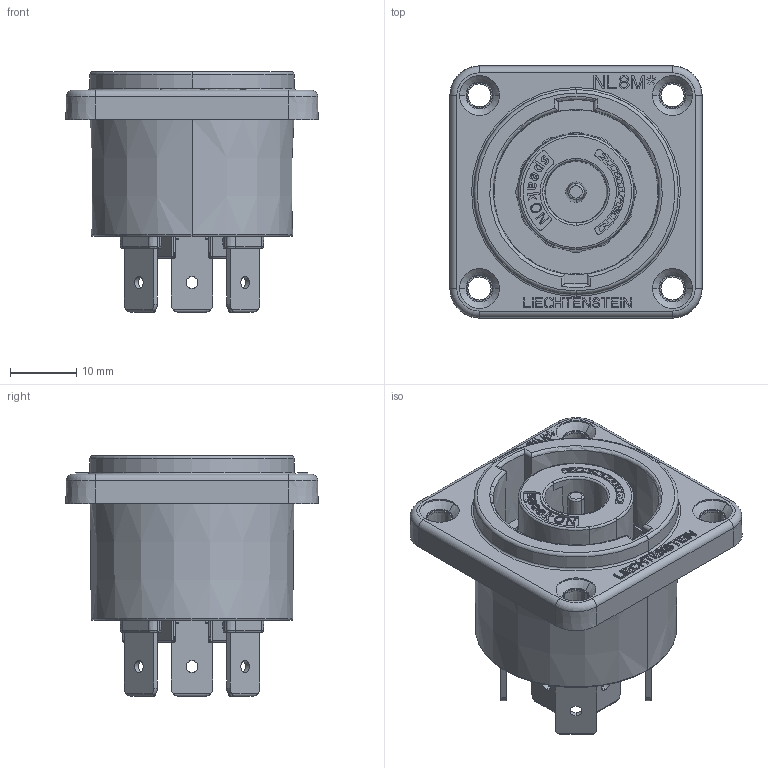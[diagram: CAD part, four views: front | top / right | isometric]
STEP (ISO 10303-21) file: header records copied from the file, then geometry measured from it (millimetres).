
FILE_DESCRIPTION((''),'2;1');
FILE_NAME('NLT8MPXX','2021-03-09T11:55:30',('man'),(''),'CREO PARAMETRIC BY PTC INC, 2019080','CREO PARAMETRIC BY PTC INC, 2019080','');
FILE_SCHEMA(('CONFIG_CONTROL_DESIGN'));
Length unit declared in the file: millimetre
Products named in the file (1): NLT8MPXX
Bounding box: 38.16 x 38.16 x 36.4 mm (x, y, z)
Volume: 14878.4 mm3; surface area: 13269.8 mm2
Topology: 1 solids, 11 shells, 1888 faces, 4887 edges, 3110 vertices
Faces by surface type: plane 977, bspline 355, cylinder 349, torus 100, cone 73, sphere 30, extrusion 4
Entity records: 70203 total; most frequent: CARTESIAN_POINT 26584, ORIENTED_EDGE 9754, DIRECTION 7881, EDGE_CURVE 4887, VERTEX_POINT 3110, VECTOR 3049, LINE 3045, AXIS2_PLACEMENT_3D 2416
